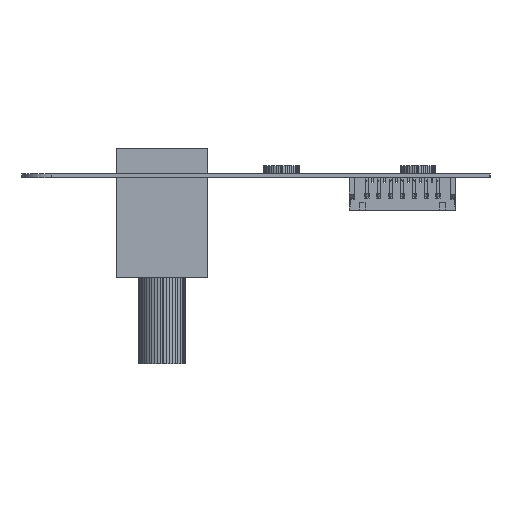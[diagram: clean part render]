
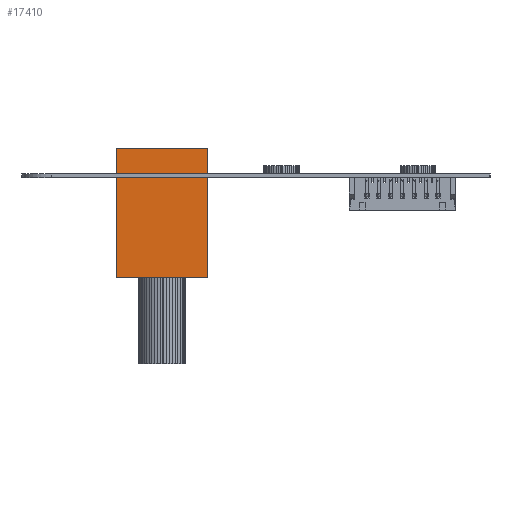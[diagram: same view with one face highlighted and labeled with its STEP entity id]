
A CAD part, left-side view. The second image highlights one B-rep face of the part: STEP entity #17410.
In plain terms, the highlighted planar face has unit normal (-1, 0, 0).
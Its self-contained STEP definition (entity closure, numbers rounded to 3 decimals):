
#17385 = VERTEX_POINT('',#17386);
#17386 = CARTESIAN_POINT('',(-7.699,7.699,21.9));
#17392 = EDGE_CURVE('',#17393,#17385,#17395,.T.);
#17393 = VERTEX_POINT('',#17394);
#17394 = CARTESIAN_POINT('',(-7.699,7.699,0.));
#17395 = LINE('',#17396,#17397);
#17396 = CARTESIAN_POINT('',(-7.699,7.699,0.));
#17397 = VECTOR('',#17398,1.);
#17398 = DIRECTION('',(0.,0.,1.));
#17410 = ADVANCED_FACE('',(#17411),#17436,.F.);
#17411 = FACE_BOUND('',#17412,.F.);
#17412 = EDGE_LOOP('',(#17413,#17414,#17422,#17430));
#17413 = ORIENTED_EDGE('',*,*,#17392,.T.);
#17414 = ORIENTED_EDGE('',*,*,#17415,.T.);
#17415 = EDGE_CURVE('',#17385,#17416,#17418,.T.);
#17416 = VERTEX_POINT('',#17417);
#17417 = CARTESIAN_POINT('',(-7.699,-7.699,21.9));
#17418 = LINE('',#17419,#17420);
#17419 = CARTESIAN_POINT('',(-7.699,7.699,21.9));
#17420 = VECTOR('',#17421,1.);
#17421 = DIRECTION('',(0.,-1.,0.));
#17422 = ORIENTED_EDGE('',*,*,#17423,.F.);
#17423 = EDGE_CURVE('',#17424,#17416,#17426,.T.);
#17424 = VERTEX_POINT('',#17425);
#17425 = CARTESIAN_POINT('',(-7.699,-7.699,0.));
#17426 = LINE('',#17427,#17428);
#17427 = CARTESIAN_POINT('',(-7.699,-7.699,0.));
#17428 = VECTOR('',#17429,1.);
#17429 = DIRECTION('',(0.,0.,1.));
#17430 = ORIENTED_EDGE('',*,*,#17431,.F.);
#17431 = EDGE_CURVE('',#17393,#17424,#17432,.T.);
#17432 = LINE('',#17433,#17434);
#17433 = CARTESIAN_POINT('',(-7.699,7.699,0.));
#17434 = VECTOR('',#17435,1.);
#17435 = DIRECTION('',(0.,-1.,0.));
#17436 = PLANE('',#17437);
#17437 = AXIS2_PLACEMENT_3D('',#17438,#17439,#17440);
#17438 = CARTESIAN_POINT('',(-7.699,7.699,0.));
#17439 = DIRECTION('',(1.,0.,-0.));
#17440 = DIRECTION('',(0.,-1.,0.));
